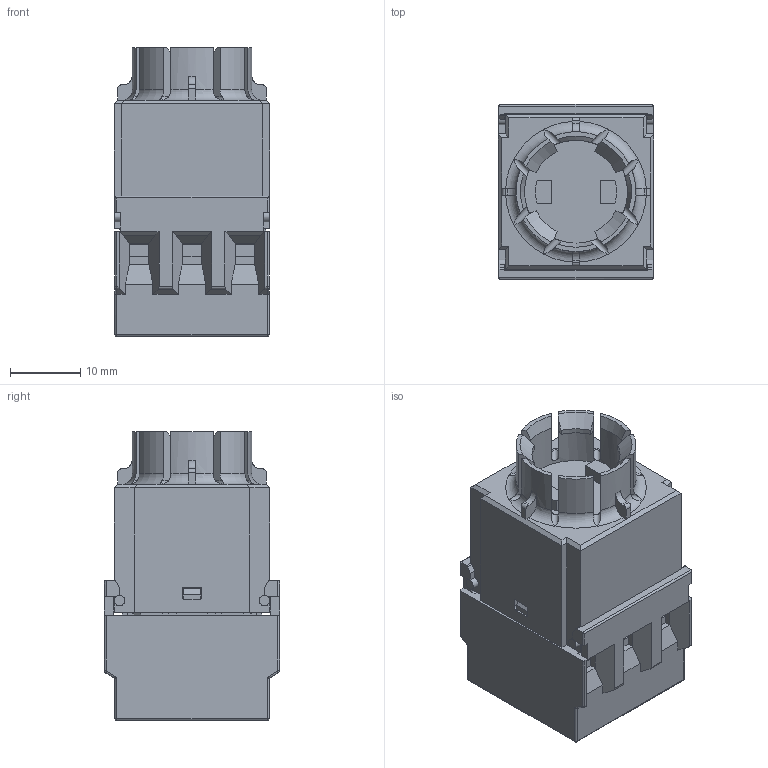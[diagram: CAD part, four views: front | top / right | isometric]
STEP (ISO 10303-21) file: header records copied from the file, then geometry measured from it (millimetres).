
FILE_DESCRIPTION(/* description */ (''),/* implementation_level */ '2;1');
FILE_NAME(/* name */ 'BZOOK_ipt.stp',/* time_stamp */ '2017-03-31T08:21:35+02:00',/* author */ ('ahoffmann'),/* organization */ (''),/* preprocessor_version */ 'ST-DEVELOPER v16.1',/* originating_system */ 'Autodesk Inventor 2016',/* authorisation */ '');
FILE_SCHEMA (('AUTOMOTIVE_DESIGN { 1 0 10303 214 3 1 1 }'));
Length unit declared in the file: centimetre
Products named in the file (1): BZOOK_vereinfacht
Bounding box: 22.2 x 25 x 41.2 mm (x, y, z)
Volume: 15329.7 mm3; surface area: 8179.1 mm2
Topology: 1 solids, 5 shells, 698 faces, 1884 edges, 1203 vertices
Faces by surface type: plane 543, cylinder 99, torus 26, cone 18, sphere 8, bspline 4
Full cylindrical faces by diameter (mm): 1.5 x4, 2.5 x4, 4 x6, 14.7 x1
Entity records: 21610 total; most frequent: CARTESIAN_POINT 4447, ORIENTED_EDGE 3658, DIRECTION 3372, EDGE_CURVE 1829, LINE 1428, VECTOR 1428, VERTEX_POINT 1187, AXIS2_PLACEMENT_3D 972
